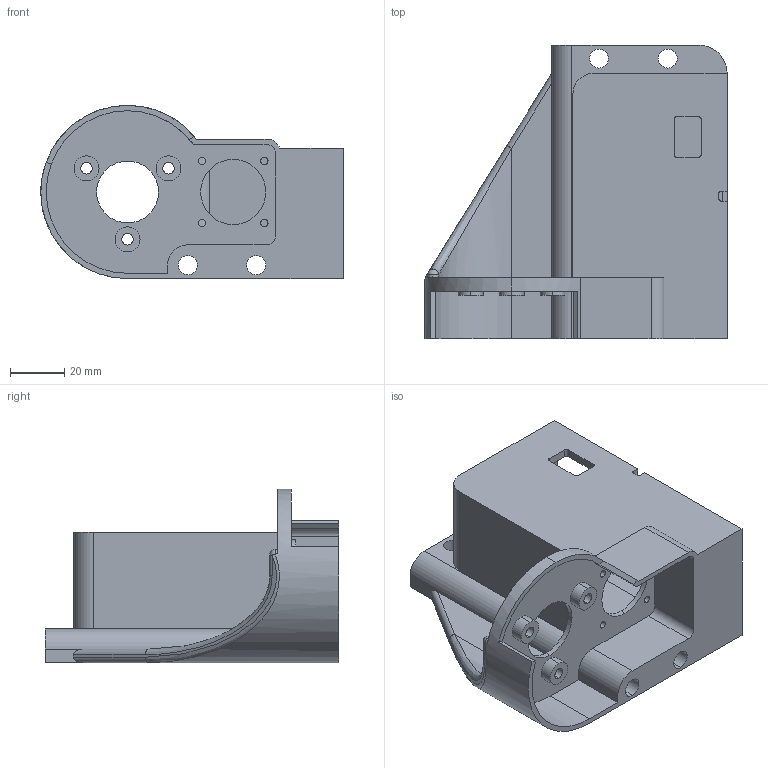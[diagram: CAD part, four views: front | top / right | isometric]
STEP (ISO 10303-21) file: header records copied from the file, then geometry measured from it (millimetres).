
FILE_DESCRIPTION (( 'STEP AP214' ), '1' );
FILE_NAME ('SPI Commutator Enclosure Motor Enclosed.STEP', '2023-04-05T17:04:57', ( '' ), ( '' ), 'SwSTEP 2.0', 'SolidWorks 2023', '' );
FILE_SCHEMA (( 'AUTOMOTIVE_DESIGN' ));
Length unit declared in the file: millimetre
Products named in the file (1): SPI Commutator Enclosure Motor Enclosed
Bounding box: 111.59 x 108.5 x 64 mm (x, y, z)
Volume: 79818.7 mm3; surface area: 59539.7 mm2
Topology: 1 solids, 1 shells, 144 faces, 396 edges, 260 vertices
Faces by surface type: cylinder 71, plane 70, bspline 2, sphere 1
Entity records: 4806 total; most frequent: CARTESIAN_POINT 942, DIRECTION 819, ORIENTED_EDGE 790, EDGE_CURVE 395, AXIS2_PLACEMENT_3D 287, VERTEX_POINT 260, VECTOR 245, LINE 245
